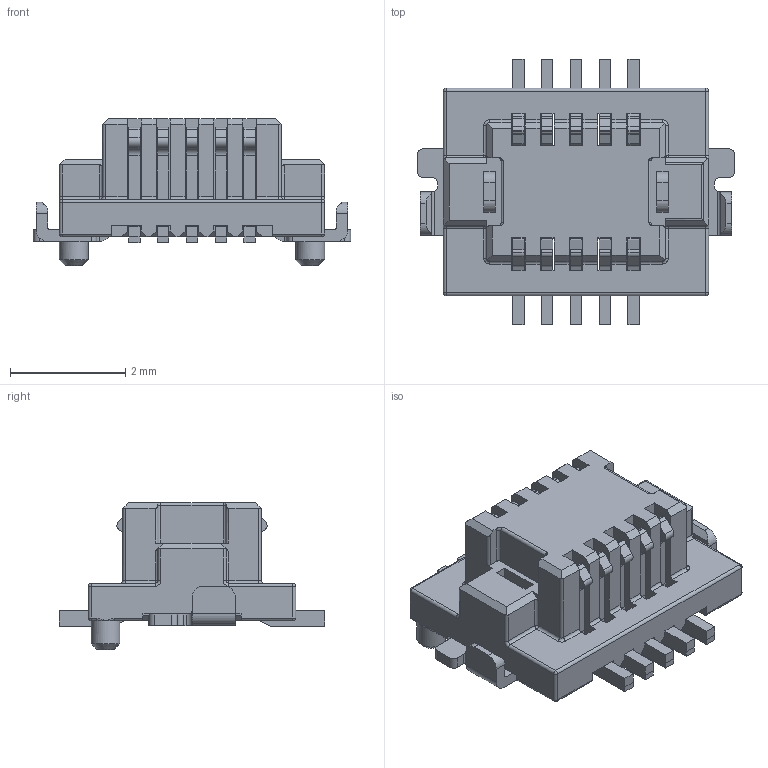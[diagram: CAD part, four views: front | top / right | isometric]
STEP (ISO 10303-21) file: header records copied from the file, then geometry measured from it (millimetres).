
FILE_DESCRIPTION(/* description */ (''),/* implementation_level */ '2;1');
FILE_NAME(/* name */ 'Amphenol - 10132798-011100LF.step',/* time_stamp */ '2020-08-03T00:24:01+01:00',/* author */ (''),/* organization */ (''),/* preprocessor_version */ 'ST-DEVELOPER v18.1',/* originating_system */ 'Autodesk Translation Framework v9.3.0.1241',/* authorisation */ '');
FILE_SCHEMA (('AUTOMOTIVE_DESIGN { 1 0 10303 214 3 1 1 }'));
Length unit declared in the file: millimetre
Products named in the file (1): Amphenol - 10132798-011100LF
Bounding box: 5.5 x 4.6 x 2.56 mm (x, y, z)
Volume: 20.8 mm3; surface area: 145.9 mm2
Topology: 1 solids, 1 shells, 784 faces, 2355 edges, 1507 vertices
Faces by surface type: plane 518, cylinder 236, torus 12, sphere 12, bspline 4, cone 2
Full cylindrical faces by diameter (mm): 0.5 x2
Entity records: 26841 total; most frequent: CARTESIAN_POINT 4908, ORIENTED_EDGE 4702, DIRECTION 4392, EDGE_CURVE 2351, LINE 1844, VECTOR 1844, VERTEX_POINT 1507, AXIS2_PLACEMENT_3D 1274
